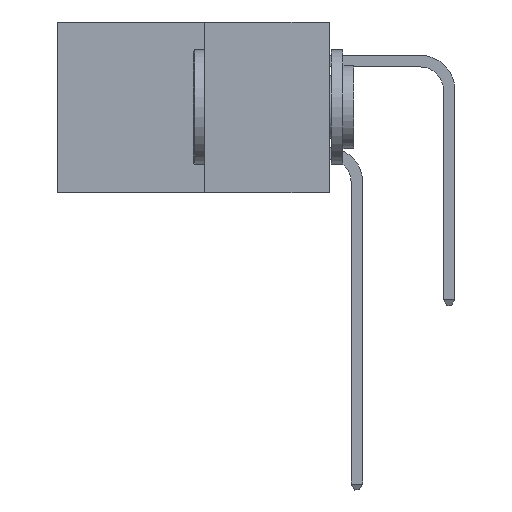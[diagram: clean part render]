
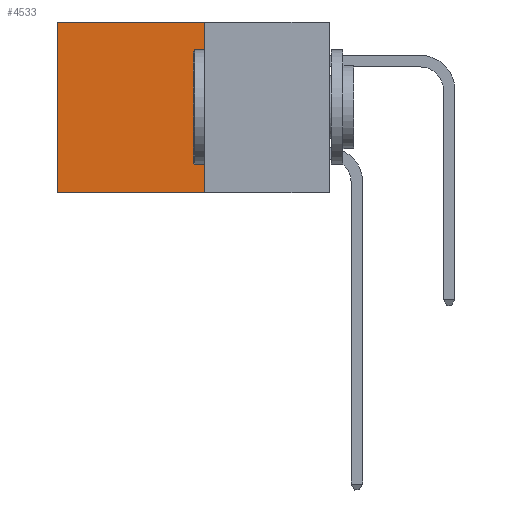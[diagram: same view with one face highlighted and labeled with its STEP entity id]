
A CAD part, left-side view. The second image highlights one B-rep face of the part: STEP entity #4533.
In plain terms, the highlighted planar face has unit normal (-1, 0, 0).
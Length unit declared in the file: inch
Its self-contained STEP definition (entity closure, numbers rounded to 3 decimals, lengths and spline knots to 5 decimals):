
#297 = ORIENTED_EDGE ( 'NONE', *, *, #10386, .T. ) ;
#1108 = PLANE ( 'NONE',  #7255 ) ;
#1130 = CARTESIAN_POINT ( 'NONE',  ( 0.277, 0.27, -0.37 ) ) ;
#1246 = DIRECTION ( 'NONE',  ( 1., 0., 0. ) ) ;
#3022 = CARTESIAN_POINT ( 'NONE',  ( 0.277, 0.59, -0.37 ) ) ;
#4110 = ORIENTED_EDGE ( 'NONE', *, *, #5237, .F. ) ;
#4533 = ADVANCED_FACE ( 'NONE', ( #14217 ), #1108, .F. ) ;
#5237 = EDGE_CURVE ( 'NONE', #8772, #18344, #15964, .T. ) ;
#5257 = EDGE_CURVE ( 'NONE', #18344, #7925, #10767, .T. ) ;
#5319 = DIRECTION ( 'NONE',  ( 0., 0., -1. ) ) ;
#5434 = CARTESIAN_POINT ( 'NONE',  ( 0.277, 0.59, -0.37 ) ) ;
#6312 = EDGE_CURVE ( 'NONE', #8772, #17787, #14670, .T. ) ;
#6571 = DIRECTION ( 'NONE',  ( 0., 1., 0. ) ) ;
#7255 = AXIS2_PLACEMENT_3D ( 'NONE', #1130, #1246, #20667 ) ;
#7361 = LINE ( 'NONE', #5434, #19640 ) ;
#7925 = VERTEX_POINT ( 'NONE', #3022 ) ;
#8772 = VERTEX_POINT ( 'NONE', #19793 ) ;
#10306 = CARTESIAN_POINT ( 'NONE',  ( 0.277, 0.27, -0.37 ) ) ;
#10386 = EDGE_CURVE ( 'NONE', #17787, #7925, #7361, .T. ) ;
#10767 = LINE ( 'NONE', #18373, #11264 ) ;
#11264 = VECTOR ( 'NONE', #20288, 39.37008 ) ;
#11353 = CARTESIAN_POINT ( 'NONE',  ( 0.277, 0.27, 0. ) ) ;
#11897 = ORIENTED_EDGE ( 'NONE', *, *, #5257, .F. ) ;
#14028 = EDGE_LOOP ( 'NONE', ( #297, #11897, #4110, #14363 ) ) ;
#14217 = FACE_OUTER_BOUND ( 'NONE', #14028, .T. ) ;
#14363 = ORIENTED_EDGE ( 'NONE', *, *, #6312, .T. ) ;
#14670 = LINE ( 'NONE', #11353, #18382 ) ;
#15470 = VECTOR ( 'NONE', #15686, 39.37008 ) ;
#15679 = CARTESIAN_POINT ( 'NONE',  ( 0.277, 0.27, -0.37 ) ) ;
#15686 = DIRECTION ( 'NONE',  ( 0., 0., -1. ) ) ;
#15964 = LINE ( 'NONE', #15679, #15470 ) ;
#16917 = CARTESIAN_POINT ( 'NONE',  ( 0.277, 0.59, 0. ) ) ;
#17787 = VERTEX_POINT ( 'NONE', #16917 ) ;
#18344 = VERTEX_POINT ( 'NONE', #10306 ) ;
#18373 = CARTESIAN_POINT ( 'NONE',  ( 0.277, 0.27, -0.37 ) ) ;
#18382 = VECTOR ( 'NONE', #6571, 39.37008 ) ;
#19640 = VECTOR ( 'NONE', #5319, 39.37008 ) ;
#19793 = CARTESIAN_POINT ( 'NONE',  ( 0.277, 0.27, 0. ) ) ;
#20288 = DIRECTION ( 'NONE',  ( 0., 1., 0. ) ) ;
#20667 = DIRECTION ( 'NONE',  ( 0., 0., -1. ) ) ;
